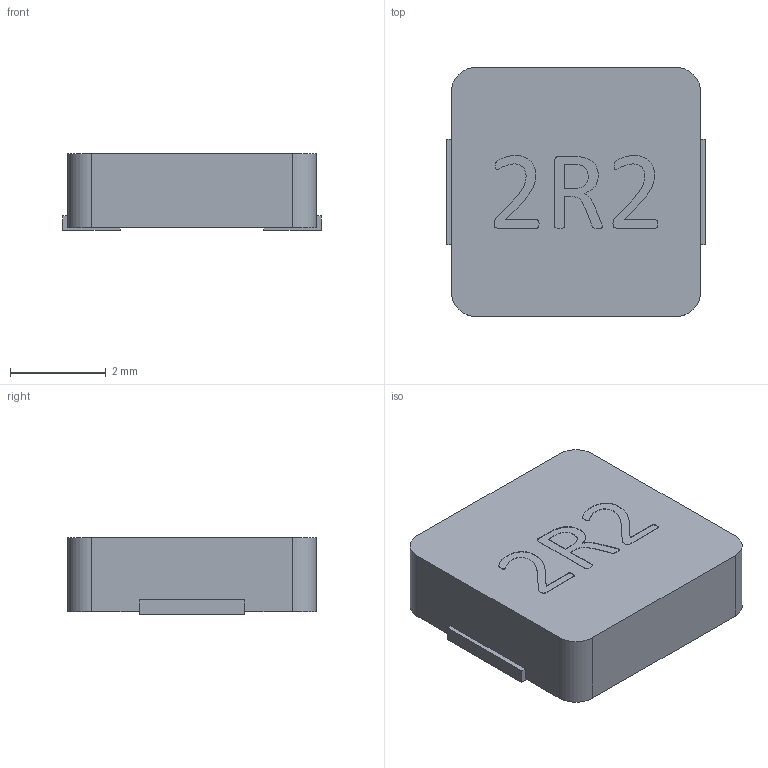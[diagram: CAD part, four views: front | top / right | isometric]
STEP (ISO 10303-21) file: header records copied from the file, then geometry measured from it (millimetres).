
FILE_DESCRIPTION(/* description */ (''),/* implementation_level */ '2;1');
FILE_NAME(/* name */ 'L_52x54x18mm_2R2.stp',/* time_stamp */ '2020-08-13T13:49:33+02:00',/* author */ ('franc'),/* organization */ (''),/* preprocessor_version */ 'ST-DEVELOPER v18.1',/* originating_system */ 'Autodesk Inventor 2020',/* authorisation */ '');
FILE_SCHEMA (('AUTOMOTIVE_DESIGN { 1 0 10303 214 3 1 1 }'));
Length unit declared in the file: millimetre
Products named in the file (1): L_52x54x18mm
Bounding box: 5.4 x 5.2 x 1.6 mm (x, y, z)
Volume: 41.9 mm3; surface area: 86.4 mm2
Topology: 1 solids, 1 shells, 79 faces, 219 edges, 146 vertices
Faces by surface type: plane 39, bspline 36, cylinder 4
Entity records: 3113 total; most frequent: CARTESIAN_POINT 1193, ORIENTED_EDGE 438, DIRECTION 243, EDGE_CURVE 219, VERTEX_POINT 146, LINE 139, VECTOR 139, EDGE_LOOP 83
